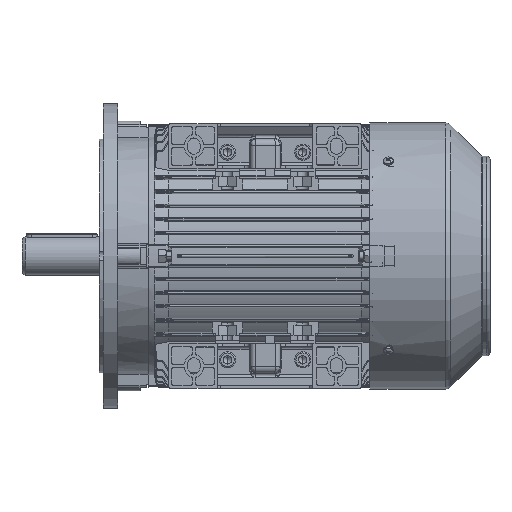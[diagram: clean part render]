
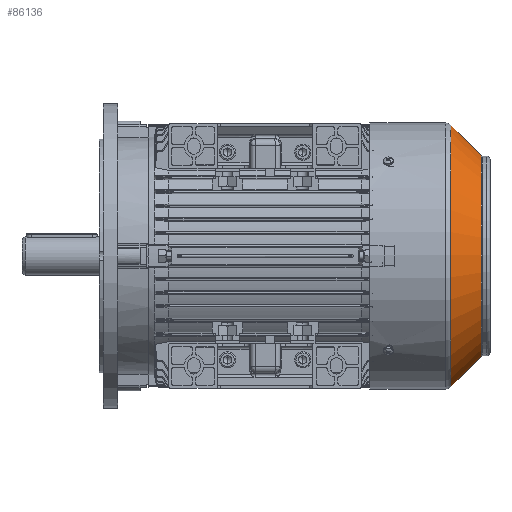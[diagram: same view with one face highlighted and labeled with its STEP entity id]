
A CAD part, front view. The second image highlights one B-rep face of the part: STEP entity #86136.
In plain terms, the highlighted conical face has half-angle 45 degrees and reference radius 98.586 mm.
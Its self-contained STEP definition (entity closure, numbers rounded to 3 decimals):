
#61633 = CARTESIAN_POINT ( 'NONE',  ( 79.593, 0., -128.407 ) ) ;
#61635 = CARTESIAN_POINT ( 'NONE',  ( 79.593, 0., 128.407 ) ) ;
#61984 = DIRECTION ( 'NONE',  ( -0.707, 0., 0.707 ) ) ;
#61985 = VECTOR ( 'NONE', #61984, 1000. ) ;
#61986 = CARTESIAN_POINT ( 'NONE',  ( 109.414, 0., 98.586 ) ) ;
#61987 = LINE ( 'NONE', #61986, #61985 ) ;
#62302 = CARTESIAN_POINT ( 'NONE',  ( 109.414, 0., -98.586 ) ) ;
#62305 = CARTESIAN_POINT ( 'NONE',  ( 109.414, 0., 98.586 ) ) ;
#62565 = DIRECTION ( 'NONE',  ( 0., 0., 1. ) ) ;
#62567 = DIRECTION ( 'NONE',  ( -1., 0., 0. ) ) ;
#62569 = CARTESIAN_POINT ( 'NONE',  ( 109.414, 0., 0. ) ) ;
#62571 = AXIS2_PLACEMENT_3D ( 'NONE', #62569, #62567, #62565 ) ;
#62583 = CIRCLE ( 'NONE', #62571, 98.586 ) ;
#62591 = DIRECTION ( 'NONE',  ( -0.707, 0., -0.707 ) ) ;
#62593 = VECTOR ( 'NONE', #62591, 1000. ) ;
#62595 = CARTESIAN_POINT ( 'NONE',  ( 109.414, 0., -98.586 ) ) ;
#62596 = LINE ( 'NONE', #62595, #62593 ) ;
#78624 = VERTEX_POINT ( 'NONE', #61635 ) ;
#78625 = VERTEX_POINT ( 'NONE', #61633 ) ;
#78734 = EDGE_CURVE ( 'NONE', #78781, #78624, #61987, .T. ) ;
#78781 = VERTEX_POINT ( 'NONE', #62305 ) ;
#78783 = VERTEX_POINT ( 'NONE', #62302 ) ;
#78832 = EDGE_CURVE ( 'NONE', #78783, #78781, #62583, .T. ) ;
#78860 = EDGE_CURVE ( 'NONE', #78783, #78625, #62596, .T. ) ;
#86136 = ADVANCED_FACE ( 'NONE', ( #95184 ), #95181, .T. ) ;
#86185 = EDGE_LOOP ( 'NONE', ( #86187, #86190, #86194, #86197 ) ) ;
#86187 = ORIENTED_EDGE ( 'NONE', *, *, #78860, .F. ) ;
#86190 = ORIENTED_EDGE ( 'NONE', *, *, #78832, .T. ) ;
#86194 = ORIENTED_EDGE ( 'NONE', *, *, #78734, .T. ) ;
#86197 = ORIENTED_EDGE ( 'NONE', *, *, #86201, .F. ) ;
#86201 = EDGE_CURVE ( 'NONE', #78625, #78624, #95423, .T. ) ;
#95170 = DIRECTION ( 'NONE',  ( 0., 0., 1. ) ) ;
#95172 = DIRECTION ( 'NONE',  ( -1., 0., 0. ) ) ;
#95173 = CARTESIAN_POINT ( 'NONE',  ( 109.414, 0., 0. ) ) ;
#95175 = AXIS2_PLACEMENT_3D ( 'NONE', #95173, #95172, #95170 ) ;
#95181 = CONICAL_SURFACE ( 'NONE', #95175, 98.586, 0.785 ) ;
#95184 = FACE_OUTER_BOUND ( 'NONE', #86185, .T. ) ;
#95416 = DIRECTION ( 'NONE',  ( 0., 0., 1. ) ) ;
#95418 = DIRECTION ( 'NONE',  ( -1., 0., 0. ) ) ;
#95420 = CARTESIAN_POINT ( 'NONE',  ( 79.593, 0., 0. ) ) ;
#95421 = AXIS2_PLACEMENT_3D ( 'NONE', #95420, #95418, #95416 ) ;
#95423 = CIRCLE ( 'NONE', #95421, 128.407 ) ;
